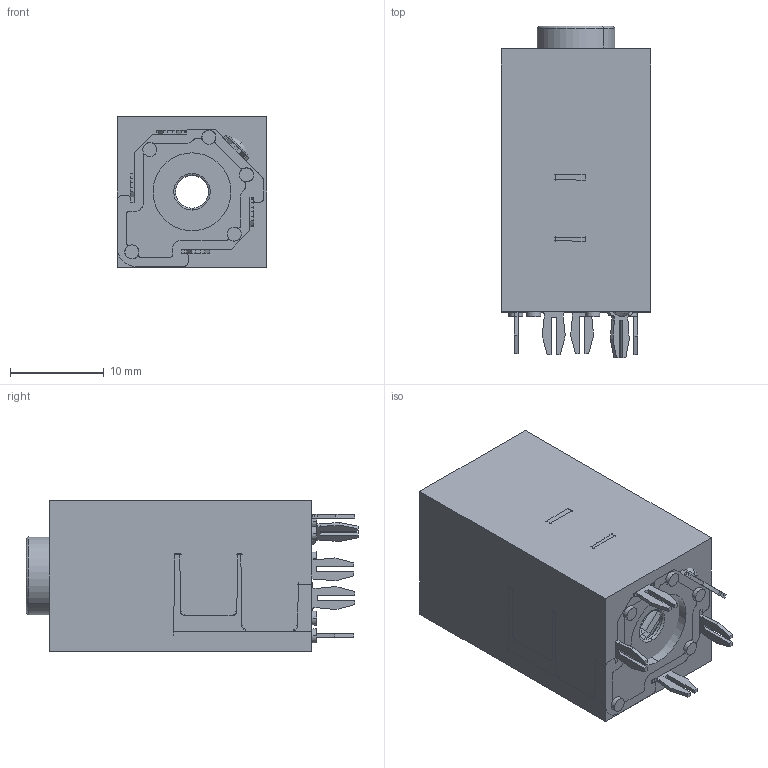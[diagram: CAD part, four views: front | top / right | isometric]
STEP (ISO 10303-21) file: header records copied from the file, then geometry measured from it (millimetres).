
FILE_DESCRIPTION((''),'2;1');
FILE_NAME('RJ5VM-D1_ASM1','2021-03-10T',('yuj'),(''),'PRO/ENGINEER BY PARAMETRIC TECHNOLOGY CORPORATION, 2013040','PRO/ENGINEER BY PARAMETRIC TECHNOLOGY CORPORATION, 2013040','');
FILE_SCHEMA(('CONFIG_CONTROL_DESIGN'));
Length unit declared in the file: millimetre
Products named in the file (1): RJ5VM-D1_ASM1
Bounding box: 15.9 x 35.35 x 16.02 mm (x, y, z)
Volume: 5718.4 mm3; surface area: 6010.8 mm2
Topology: 1 solids, 7 shells, 1078 faces, 2670 edges, 1596 vertices
Faces by surface type: plane 394, cylinder 378, sphere 100, bspline 96, cone 56, torus 54
Entity records: 37274 total; most frequent: CARTESIAN_POINT 12988, ORIENTED_EDGE 5313, DIRECTION 4687, EDGE_CURVE 2666, AXIS2_PLACEMENT_3D 1674, VERTEX_POINT 1596, VECTOR 1339, LINE 1339
